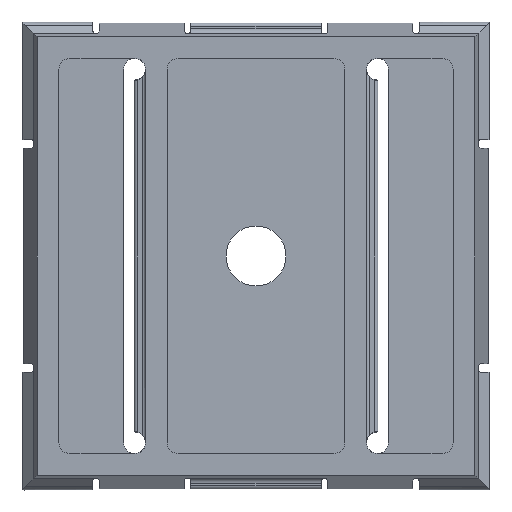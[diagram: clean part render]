
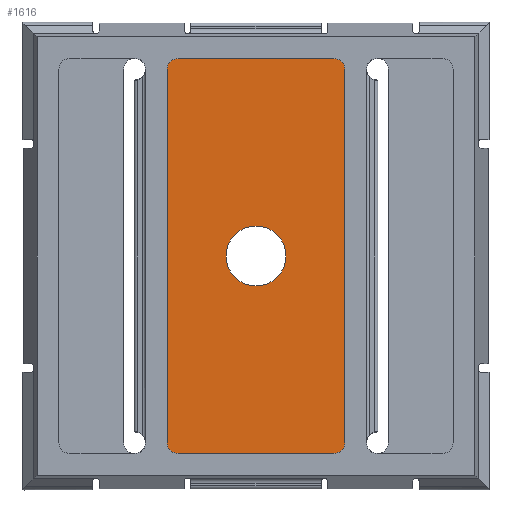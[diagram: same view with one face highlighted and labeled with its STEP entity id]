
A CAD part, front view. The second image highlights one B-rep face of the part: STEP entity #1616.
In plain terms, the highlighted planar face has unit normal (0, -1, 0).
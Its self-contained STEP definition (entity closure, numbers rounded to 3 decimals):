
#179 = ORIENTED_EDGE ( 'NONE', *, *, #1627, .T. ) ;
#308 = VERTEX_POINT ( 'NONE', #7064 ) ;
#351 = EDGE_CURVE ( 'NONE', #4162, #740, #5903, .T. ) ;
#368 = LINE ( 'NONE', #6011, #4495 ) ;
#501 = CARTESIAN_POINT ( 'NONE',  ( 7.15, 1.7, -17.151 ) ) ;
#503 = CARTESIAN_POINT ( 'NONE',  ( 0., 1.7, 0. ) ) ;
#511 = AXIS2_PLACEMENT_3D ( 'NONE', #501, #1615, #6816 ) ;
#599 = VERTEX_POINT ( 'NONE', #1243 ) ;
#740 = VERTEX_POINT ( 'NONE', #5449 ) ;
#848 = DIRECTION ( 'NONE',  ( -1., 0., 0. ) ) ;
#916 = CARTESIAN_POINT ( 'NONE',  ( -7.15, 1.7, -17.151 ) ) ;
#988 = FACE_BOUND ( 'NONE', #5620, .T. ) ;
#1073 = EDGE_CURVE ( 'NONE', #4499, #5800, #368, .T. ) ;
#1243 = CARTESIAN_POINT ( 'NONE',  ( 8.15, 1.7, 17.151 ) ) ;
#1303 = AXIS2_PLACEMENT_3D ( 'NONE', #503, #6634, #4959 ) ;
#1433 = EDGE_CURVE ( 'NONE', #308, #4162, #2515, .T. ) ;
#1504 = DIRECTION ( 'NONE',  ( 0., -1., 0. ) ) ;
#1615 = DIRECTION ( 'NONE',  ( 0., -1., 0. ) ) ;
#1616 = ADVANCED_FACE ( 'NONE', ( #988, #6181 ), #2105, .T. ) ;
#1627 = EDGE_CURVE ( 'NONE', #5800, #6430, #2748, .T. ) ;
#1975 = EDGE_CURVE ( 'NONE', #599, #4499, #7298, .T. ) ;
#2059 = CARTESIAN_POINT ( 'NONE',  ( 7.15, 1.7, 17.151 ) ) ;
#2076 = EDGE_CURVE ( 'NONE', #6430, #308, #2280, .T. ) ;
#2105 = PLANE ( 'NONE',  #5480 ) ;
#2109 = DIRECTION ( 'NONE',  ( 1., 0., 0. ) ) ;
#2229 = EDGE_CURVE ( 'NONE', #3359, #599, #2462, .T. ) ;
#2278 = CARTESIAN_POINT ( 'NONE',  ( -7.15, 1.7, 18.151 ) ) ;
#2280 = LINE ( 'NONE', #4534, #6965 ) ;
#2325 = ORIENTED_EDGE ( 'NONE', *, *, #351, .T. ) ;
#2424 = CARTESIAN_POINT ( 'NONE',  ( 8.15, 1.7, -17.151 ) ) ;
#2462 = LINE ( 'NONE', #2424, #4841 ) ;
#2515 = CIRCLE ( 'NONE', #6898, 1. ) ;
#2668 = CARTESIAN_POINT ( 'NONE',  ( -7.15, 1.7, -17.151 ) ) ;
#2674 = CARTESIAN_POINT ( 'NONE',  ( -7.15, 1.7, -18.151 ) ) ;
#2727 = ORIENTED_EDGE ( 'NONE', *, *, #2229, .T. ) ;
#2748 = CIRCLE ( 'NONE', #4635, 1. ) ;
#2771 = DIRECTION ( 'NONE',  ( 0., -1., 0. ) ) ;
#2877 = ORIENTED_EDGE ( 'NONE', *, *, #4210, .F. ) ;
#3120 = CIRCLE ( 'NONE', #511, 1. ) ;
#3288 = AXIS2_PLACEMENT_3D ( 'NONE', #7066, #6637, #2109 ) ;
#3294 = CARTESIAN_POINT ( 'NONE',  ( -7.15, 1.7, 17.151 ) ) ;
#3359 = VERTEX_POINT ( 'NONE', #3719 ) ;
#3442 = CIRCLE ( 'NONE', #1303, 2.75 ) ;
#3566 = DIRECTION ( 'NONE',  ( 0., 0., 1. ) ) ;
#3719 = CARTESIAN_POINT ( 'NONE',  ( 8.15, 1.7, -17.151 ) ) ;
#3868 = CARTESIAN_POINT ( 'NONE',  ( -8.15, 1.7, 17.151 ) ) ;
#3879 = CARTESIAN_POINT ( 'NONE',  ( -7.15, 1.7, -18.151 ) ) ;
#3880 = DIRECTION ( 'NONE',  ( 1., 0., 0. ) ) ;
#4000 = ORIENTED_EDGE ( 'NONE', *, *, #6614, .F. ) ;
#4088 = ORIENTED_EDGE ( 'NONE', *, *, #1975, .T. ) ;
#4162 = VERTEX_POINT ( 'NONE', #3879 ) ;
#4210 = EDGE_CURVE ( 'NONE', #6999, #7300, #3442, .T. ) ;
#4363 = DIRECTION ( 'NONE',  ( 0., -1., 0. ) ) ;
#4420 = DIRECTION ( 'NONE',  ( 1., 0., 0. ) ) ;
#4495 = VECTOR ( 'NONE', #848, 1000. ) ;
#4499 = VERTEX_POINT ( 'NONE', #5601 ) ;
#4534 = CARTESIAN_POINT ( 'NONE',  ( -8.15, 1.7, 17.151 ) ) ;
#4569 = EDGE_LOOP ( 'NONE', ( #6921, #2325, #6072, #2727, #4088, #5224, #179, #7228 ) ) ;
#4635 = AXIS2_PLACEMENT_3D ( 'NONE', #3294, #2771, #3880 ) ;
#4841 = VECTOR ( 'NONE', #3566, 1000. ) ;
#4849 = CARTESIAN_POINT ( 'NONE',  ( 0., 1.7, 2.75 ) ) ;
#4932 = DIRECTION ( 'NONE',  ( 1., 0., 0. ) ) ;
#4959 = DIRECTION ( 'NONE',  ( 1., 0., 0. ) ) ;
#5148 = AXIS2_PLACEMENT_3D ( 'NONE', #2059, #1504, #4420 ) ;
#5224 = ORIENTED_EDGE ( 'NONE', *, *, #1073, .T. ) ;
#5449 = CARTESIAN_POINT ( 'NONE',  ( 7.15, 1.7, -18.151 ) ) ;
#5480 = AXIS2_PLACEMENT_3D ( 'NONE', #2668, #4363, #5517 ) ;
#5517 = DIRECTION ( 'NONE',  ( 1., 0., 0. ) ) ;
#5601 = CARTESIAN_POINT ( 'NONE',  ( 7.15, 1.7, 18.151 ) ) ;
#5620 = EDGE_LOOP ( 'NONE', ( #2877, #4000 ) ) ;
#5800 = VERTEX_POINT ( 'NONE', #2278 ) ;
#5903 = LINE ( 'NONE', #2674, #6722 ) ;
#6002 = DIRECTION ( 'NONE',  ( 0., -1., 0. ) ) ;
#6011 = CARTESIAN_POINT ( 'NONE',  ( 7.15, 1.7, 18.151 ) ) ;
#6072 = ORIENTED_EDGE ( 'NONE', *, *, #7073, .T. ) ;
#6181 = FACE_OUTER_BOUND ( 'NONE', #4569, .T. ) ;
#6277 = DIRECTION ( 'NONE',  ( 0., 0., -1. ) ) ;
#6430 = VERTEX_POINT ( 'NONE', #3868 ) ;
#6484 = CIRCLE ( 'NONE', #3288, 2.75 ) ;
#6550 = CARTESIAN_POINT ( 'NONE',  ( 0., 1.7, -2.75 ) ) ;
#6614 = EDGE_CURVE ( 'NONE', #7300, #6999, #6484, .T. ) ;
#6634 = DIRECTION ( 'NONE',  ( 0., -1., 0. ) ) ;
#6637 = DIRECTION ( 'NONE',  ( 0., -1., 0. ) ) ;
#6722 = VECTOR ( 'NONE', #4932, 1000. ) ;
#6816 = DIRECTION ( 'NONE',  ( 1., 0., 0. ) ) ;
#6898 = AXIS2_PLACEMENT_3D ( 'NONE', #916, #6002, #7162 ) ;
#6921 = ORIENTED_EDGE ( 'NONE', *, *, #1433, .T. ) ;
#6965 = VECTOR ( 'NONE', #6277, 1000. ) ;
#6999 = VERTEX_POINT ( 'NONE', #4849 ) ;
#7064 = CARTESIAN_POINT ( 'NONE',  ( -8.15, 1.7, -17.151 ) ) ;
#7066 = CARTESIAN_POINT ( 'NONE',  ( 0., 1.7, 0. ) ) ;
#7073 = EDGE_CURVE ( 'NONE', #740, #3359, #3120, .T. ) ;
#7162 = DIRECTION ( 'NONE',  ( 1., 0., 0. ) ) ;
#7228 = ORIENTED_EDGE ( 'NONE', *, *, #2076, .T. ) ;
#7298 = CIRCLE ( 'NONE', #5148, 1. ) ;
#7300 = VERTEX_POINT ( 'NONE', #6550 ) ;
